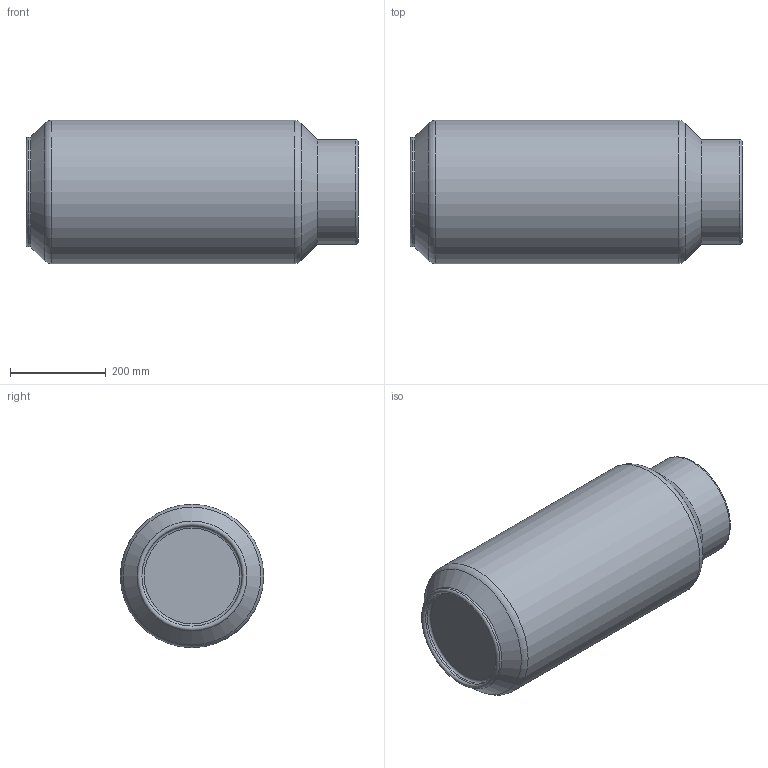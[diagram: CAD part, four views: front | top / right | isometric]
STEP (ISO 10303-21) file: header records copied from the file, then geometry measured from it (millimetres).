
FILE_DESCRIPTION(/* description */ (''),/* implementation_level */ '2;1');
FILE_NAME(/* name */ 'LPTank.step',/* time_stamp */ '2025-05-27T21:10:17-04:00',/* author */ (''),/* organization */ (''),/* preprocessor_version */ 'ST-DEVELOPER v20.1',/* originating_system */ 'Autodesk Translation Framework v14.10.0.0',/* authorisation */ '');
FILE_SCHEMA (('AUTOMOTIVE_DESIGN { 1 0 10303 214 3 1 1 }'));
Length unit declared in the file: millimetre
Products named in the file (1): LPTank
Bounding box: 695 x 300 x 300 mm (x, y, z)
Volume: 41457029.5 mm3; surface area: 788466.8 mm2
Topology: 1 solids, 1 shells, 16 faces, 37 edges, 24 vertices
Faces by surface type: torus 6, cylinder 5, plane 3, cone 2
Full cylindrical faces by diameter (mm): 190 x1, 210 x1, 220 x1, 230 x1, 300 x1
Entity records: 508 total; most frequent: DIRECTION 101, CARTESIAN_POINT 78, ORIENTED_EDGE 74, AXIS2_PLACEMENT_3D 47, EDGE_CURVE 37, CIRCLE 30, VERTEX_POINT 24, EDGE_LOOP 17
